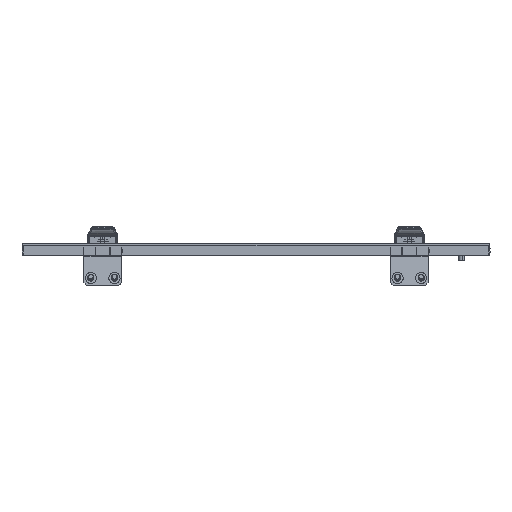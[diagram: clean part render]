
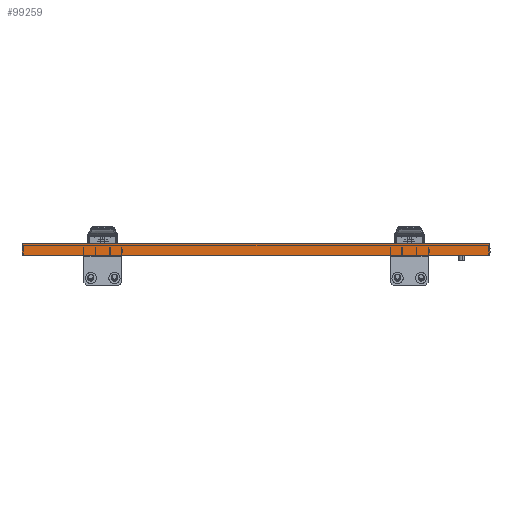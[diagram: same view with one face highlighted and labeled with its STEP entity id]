
A CAD part, left-side view. The second image highlights one B-rep face of the part: STEP entity #99259.
In plain terms, the highlighted planar face has unit normal (-1, 0, 0).
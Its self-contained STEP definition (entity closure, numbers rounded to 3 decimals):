
#2713 = VERTEX_POINT ( 'NONE', #53509 ) ;
#4208 = DIRECTION ( 'NONE',  ( 1., 0., 0. ) ) ;
#4661 = EDGE_CURVE ( 'NONE', #81551, #102214, #37102, .T. ) ;
#10942 = VECTOR ( 'NONE', #60494, 1000. ) ;
#14276 = VERTEX_POINT ( 'NONE', #89352 ) ;
#15864 = LINE ( 'NONE', #101029, #98482 ) ;
#17382 = EDGE_CURVE ( 'NONE', #14276, #81551, #61590, .T. ) ;
#29857 = DIRECTION ( 'NONE',  ( 0., 0., 1. ) ) ;
#34922 = CARTESIAN_POINT ( 'NONE',  ( -895., -50., 2.838 ) ) ;
#37102 = LINE ( 'NONE', #34922, #10942 ) ;
#38762 = PLANE ( 'NONE',  #83224 ) ;
#42563 = DIRECTION ( 'NONE',  ( 0., -1., 0. ) ) ;
#45882 = VECTOR ( 'NONE', #106414, 1000. ) ;
#47654 = EDGE_CURVE ( 'NONE', #102214, #2713, #15864, .T. ) ;
#48716 = FACE_OUTER_BOUND ( 'NONE', #104985, .T. ) ;
#53509 = CARTESIAN_POINT ( 'NONE',  ( -895., -546., -12.5 ) ) ;
#56807 = LINE ( 'NONE', #88586, #45882 ) ;
#57710 = CARTESIAN_POINT ( 'NONE',  ( -895., -50., -12.5 ) ) ;
#59355 = EDGE_CURVE ( 'NONE', #14276, #2713, #56807, .T. ) ;
#60494 = DIRECTION ( 'NONE',  ( 0., 0., -1. ) ) ;
#61590 = LINE ( 'NONE', #102831, #77277 ) ;
#67555 = CARTESIAN_POINT ( 'NONE',  ( -895., -50., 0. ) ) ;
#70358 = ORIENTED_EDGE ( 'NONE', *, *, #17382, .T. ) ;
#71356 = ORIENTED_EDGE ( 'NONE', *, *, #59355, .F. ) ;
#77277 = VECTOR ( 'NONE', #86667, 1000. ) ;
#80748 = ORIENTED_EDGE ( 'NONE', *, *, #47654, .T. ) ;
#81551 = VERTEX_POINT ( 'NONE', #67555 ) ;
#83224 = AXIS2_PLACEMENT_3D ( 'NONE', #107248, #4208, #29857 ) ;
#86667 = DIRECTION ( 'NONE',  ( 0., 1., 0. ) ) ;
#88586 = CARTESIAN_POINT ( 'NONE',  ( -895., -546., 2.838 ) ) ;
#89352 = CARTESIAN_POINT ( 'NONE',  ( -895., -546., 0. ) ) ;
#98482 = VECTOR ( 'NONE', #42563, 1000. ) ;
#99259 = ADVANCED_FACE ( 'NONE', ( #48716 ), #38762, .F. ) ;
#101029 = CARTESIAN_POINT ( 'NONE',  ( -895., -298., -12.5 ) ) ;
#102214 = VERTEX_POINT ( 'NONE', #57710 ) ;
#102831 = CARTESIAN_POINT ( 'NONE',  ( -895., -298., 0. ) ) ;
#104985 = EDGE_LOOP ( 'NONE', ( #109700, #80748, #71356, #70358 ) ) ;
#106414 = DIRECTION ( 'NONE',  ( 0., 0., -1. ) ) ;
#107248 = CARTESIAN_POINT ( 'NONE',  ( -895., -298., -2. ) ) ;
#109700 = ORIENTED_EDGE ( 'NONE', *, *, #4661, .T. ) ;
